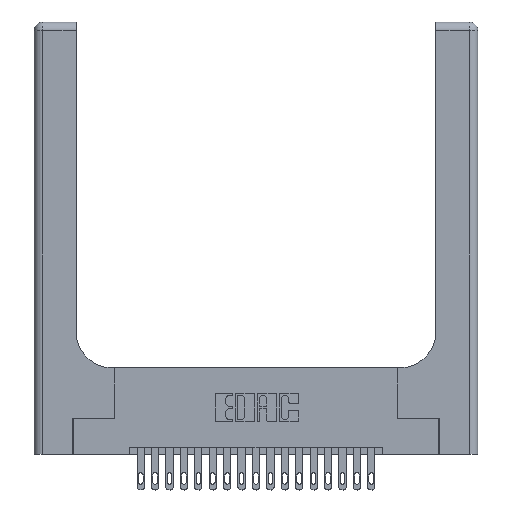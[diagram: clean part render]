
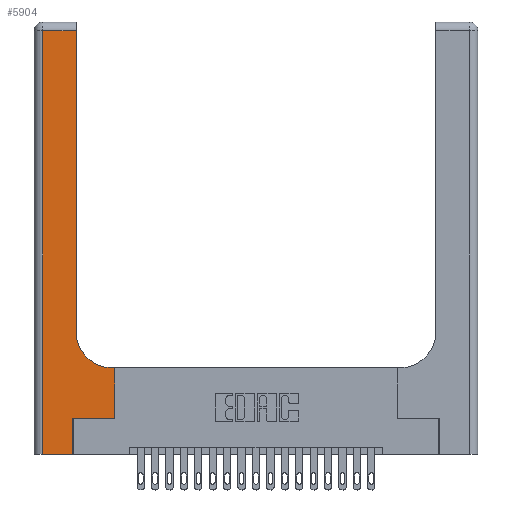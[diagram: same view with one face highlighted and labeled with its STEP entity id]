
A CAD part, top view. The second image highlights one B-rep face of the part: STEP entity #5904.
In plain terms, the highlighted planar face has unit normal (0, 0, 1).
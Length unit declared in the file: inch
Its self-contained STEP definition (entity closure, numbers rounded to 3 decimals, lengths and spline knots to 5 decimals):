
#602 = ORIENTED_EDGE ( 'NONE', *, *, #13207, .T. ) ;
#664 = VERTEX_POINT ( 'NONE', #16473 ) ;
#761 = ORIENTED_EDGE ( 'NONE', *, *, #1128, .T. ) ;
#877 = PLANE ( 'NONE',  #10561 ) ;
#1128 = EDGE_CURVE ( 'NONE', #15922, #13811, #2712, .T. ) ;
#1379 = VECTOR ( 'NONE', #14635, 39.37008 ) ;
#1836 = EDGE_CURVE ( 'NONE', #21457, #10012, #2408, .T. ) ;
#2033 = LINE ( 'NONE', #14877, #7321 ) ;
#2408 = LINE ( 'NONE', #20800, #19268 ) ;
#2712 = LINE ( 'NONE', #7987, #15657 ) ;
#2789 = VERTEX_POINT ( 'NONE', #5923 ) ;
#2938 = DIRECTION ( 'NONE',  ( -1., 0., 0. ) ) ;
#3882 = AXIS2_PLACEMENT_3D ( 'NONE', #6256, #11486, #9661 ) ;
#4002 = ORIENTED_EDGE ( 'NONE', *, *, #10615, .T. ) ;
#4095 = EDGE_CURVE ( 'NONE', #664, #15502, #2033, .T. ) ;
#4335 = LINE ( 'NONE', #7351, #14907 ) ;
#4743 = DIRECTION ( 'NONE',  ( 0., -1., 0. ) ) ;
#5904 = ADVANCED_FACE ( 'NONE', ( #17833 ), #877, .F. ) ;
#5923 = CARTESIAN_POINT ( 'NONE',  ( 0.2915, 2.94, 0.37 ) ) ;
#6256 = CARTESIAN_POINT ( 'NONE',  ( 0.5415, 0.85, 0.37 ) ) ;
#6469 = DIRECTION ( 'NONE',  ( 0., 1., 0. ) ) ;
#6839 = LINE ( 'NONE', #19521, #19752 ) ;
#7069 = LINE ( 'NONE', #11162, #16860 ) ;
#7321 = VECTOR ( 'NONE', #13153, 39.37008 ) ;
#7351 = CARTESIAN_POINT ( 'NONE',  ( 0.269, 0., 0.37 ) ) ;
#7545 = CARTESIAN_POINT ( 'NONE',  ( 0.06, 2.94, 0.37 ) ) ;
#7987 = CARTESIAN_POINT ( 'NONE',  ( 0., 0., 0.37 ) ) ;
#8631 = VERTEX_POINT ( 'NONE', #10273 ) ;
#8659 = ORIENTED_EDGE ( 'NONE', *, *, #4095, .T. ) ;
#8914 = EDGE_CURVE ( 'NONE', #10012, #664, #12266, .T. ) ;
#8949 = DIRECTION ( 'NONE',  ( 1., 0., 0. ) ) ;
#9276 = EDGE_CURVE ( 'NONE', #13811, #21457, #4335, .T. ) ;
#9661 = DIRECTION ( 'NONE',  ( 1., 0., 0. ) ) ;
#9849 = LINE ( 'NONE', #15129, #1379 ) ;
#10012 = VERTEX_POINT ( 'NONE', #16588 ) ;
#10273 = CARTESIAN_POINT ( 'NONE',  ( 0.2915, 0.85, 0.37 ) ) ;
#10561 = AXIS2_PLACEMENT_3D ( 'NONE', #12755, #14360, #2938 ) ;
#10615 = EDGE_CURVE ( 'NONE', #8631, #2789, #9849, .T. ) ;
#11162 = CARTESIAN_POINT ( 'NONE',  ( 0.06, 3., 0.37 ) ) ;
#11395 = EDGE_LOOP ( 'NONE', ( #4002, #602, #19170, #761, #20025, #14172, #11864, #8659, #16227 ) ) ;
#11486 = DIRECTION ( 'NONE',  ( 0., 0., -1. ) ) ;
#11864 = ORIENTED_EDGE ( 'NONE', *, *, #8914, .T. ) ;
#12266 = LINE ( 'NONE', #21284, #19643 ) ;
#12755 = CARTESIAN_POINT ( 'NONE',  ( 0., 3., 0.37 ) ) ;
#13153 = DIRECTION ( 'NONE',  ( -1., 0., 0. ) ) ;
#13207 = EDGE_CURVE ( 'NONE', #2789, #20534, #6839, .T. ) ;
#13487 = CARTESIAN_POINT ( 'NONE',  ( 0.06, 0., 0.37 ) ) ;
#13664 = CIRCLE ( 'NONE', #3882, 0.25 ) ;
#13768 = EDGE_CURVE ( 'NONE', #20534, #15922, #7069, .T. ) ;
#13811 = VERTEX_POINT ( 'NONE', #20659 ) ;
#14103 = CARTESIAN_POINT ( 'NONE',  ( 0.5415, 0.6, 0.37 ) ) ;
#14172 = ORIENTED_EDGE ( 'NONE', *, *, #1836, .T. ) ;
#14360 = DIRECTION ( 'NONE',  ( 0., 0., -1. ) ) ;
#14635 = DIRECTION ( 'NONE',  ( 0., 1., 0. ) ) ;
#14686 = DIRECTION ( 'NONE',  ( 1., 0., 0. ) ) ;
#14877 = CARTESIAN_POINT ( 'NONE',  ( 0.2915, 0.6, 0.37 ) ) ;
#14907 = VECTOR ( 'NONE', #18105, 39.37008 ) ;
#15129 = CARTESIAN_POINT ( 'NONE',  ( 0.2915, 3., 0.37 ) ) ;
#15502 = VERTEX_POINT ( 'NONE', #14103 ) ;
#15657 = VECTOR ( 'NONE', #14686, 39.37008 ) ;
#15922 = VERTEX_POINT ( 'NONE', #13487 ) ;
#16227 = ORIENTED_EDGE ( 'NONE', *, *, #21347, .T. ) ;
#16473 = CARTESIAN_POINT ( 'NONE',  ( 0.5585, 0.6, 0.37 ) ) ;
#16588 = CARTESIAN_POINT ( 'NONE',  ( 0.5585, 0.25, 0.37 ) ) ;
#16860 = VECTOR ( 'NONE', #4743, 39.37008 ) ;
#17833 = FACE_OUTER_BOUND ( 'NONE', #11395, .T. ) ;
#18105 = DIRECTION ( 'NONE',  ( 0., 1., 0. ) ) ;
#19170 = ORIENTED_EDGE ( 'NONE', *, *, #13768, .T. ) ;
#19268 = VECTOR ( 'NONE', #8949, 39.37008 ) ;
#19521 = CARTESIAN_POINT ( 'NONE',  ( 0., 2.94, 0.37 ) ) ;
#19643 = VECTOR ( 'NONE', #6469, 39.37008 ) ;
#19752 = VECTOR ( 'NONE', #21597, 39.37008 ) ;
#20025 = ORIENTED_EDGE ( 'NONE', *, *, #9276, .T. ) ;
#20534 = VERTEX_POINT ( 'NONE', #7545 ) ;
#20659 = CARTESIAN_POINT ( 'NONE',  ( 0.269, 0., 0.37 ) ) ;
#20800 = CARTESIAN_POINT ( 'NONE',  ( 0.269, 0.25, 0.37 ) ) ;
#21284 = CARTESIAN_POINT ( 'NONE',  ( 0.5585, 0.25, 0.37 ) ) ;
#21347 = EDGE_CURVE ( 'NONE', #15502, #8631, #13664, .T. ) ;
#21457 = VERTEX_POINT ( 'NONE', #21509 ) ;
#21509 = CARTESIAN_POINT ( 'NONE',  ( 0.269, 0.25, 0.37 ) ) ;
#21597 = DIRECTION ( 'NONE',  ( -1., 0., 0. ) ) ;
